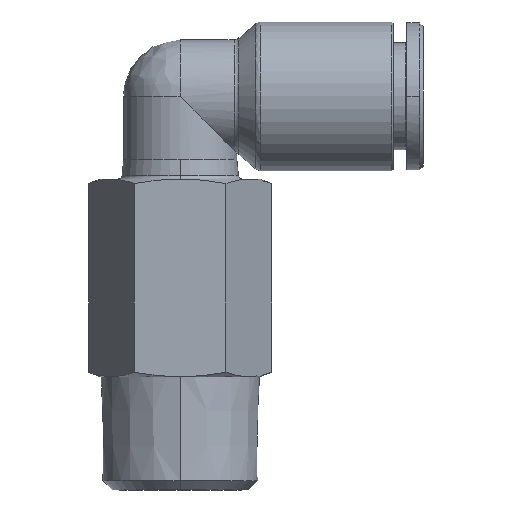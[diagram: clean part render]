
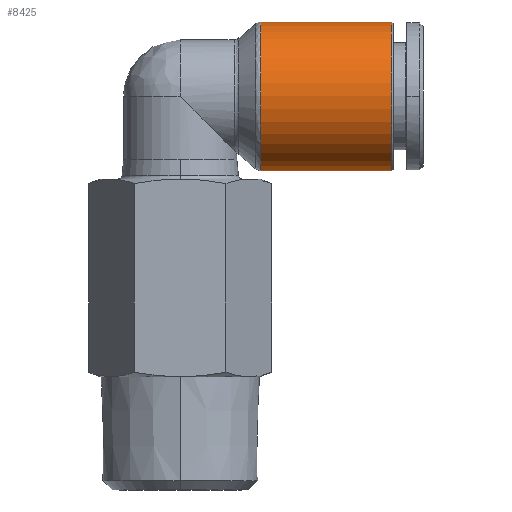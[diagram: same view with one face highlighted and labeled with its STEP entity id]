
A CAD part, front view. The second image highlights one B-rep face of the part: STEP entity #8425.
In plain terms, the highlighted cylindrical face has radius 9.85 mm (diameter 19.7 mm), a partial arc.
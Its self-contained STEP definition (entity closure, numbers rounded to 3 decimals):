
#61 = VERTEX_POINT ( 'NONE', #5125 ) ;
#133 = EDGE_CURVE ( 'NONE', #14320, #7593, #2718, .T. ) ;
#460 = CARTESIAN_POINT ( 'NONE',  ( -4.764, 0., -9.85 ) ) ;
#1344 = CARTESIAN_POINT ( 'NONE',  ( 12.572, 0., 9.85 ) ) ;
#2180 = DIRECTION ( 'NONE',  ( -1., 0., 0. ) ) ;
#2539 = AXIS2_PLACEMENT_3D ( 'NONE', #3350, #2180, #13386 ) ;
#2718 = LINE ( 'NONE', #7701, #8263 ) ;
#2733 = EDGE_CURVE ( 'NONE', #61, #11096, #12010, .T. ) ;
#3350 = CARTESIAN_POINT ( 'NONE',  ( 12.572, 0., 0. ) ) ;
#3727 = ORIENTED_EDGE ( 'NONE', *, *, #2733, .T. ) ;
#3804 = CARTESIAN_POINT ( 'NONE',  ( -4.764, 0., 9.85 ) ) ;
#4288 = DIRECTION ( 'NONE',  ( 1., 0., 0. ) ) ;
#4315 = CARTESIAN_POINT ( 'NONE',  ( 12.572, 0., 0. ) ) ;
#5113 = VERTEX_POINT ( 'NONE', #3804 ) ;
#5125 = CARTESIAN_POINT ( 'NONE',  ( 12.572, -9.85, 0. ) ) ;
#5410 = CARTESIAN_POINT ( 'NONE',  ( 2.872, 0., 0. ) ) ;
#5450 = CIRCLE ( 'NONE', #2539, 9.85 ) ;
#5806 = DIRECTION ( 'NONE',  ( 0., 0., -1. ) ) ;
#5859 = ORIENTED_EDGE ( 'NONE', *, *, #133, .T. ) ;
#6091 = CIRCLE ( 'NONE', #7440, 9.85 ) ;
#6206 = AXIS2_PLACEMENT_3D ( 'NONE', #5410, #6385, #13105 ) ;
#6385 = DIRECTION ( 'NONE',  ( 1., 0., 0. ) ) ;
#6984 = CARTESIAN_POINT ( 'NONE',  ( -4.764, 0., 0. ) ) ;
#7440 = AXIS2_PLACEMENT_3D ( 'NONE', #6984, #11190, #5806 ) ;
#7527 = CARTESIAN_POINT ( 'NONE',  ( 2.872, 0., 9.85 ) ) ;
#7554 = DIRECTION ( 'NONE',  ( 0., 0., -1. ) ) ;
#7571 = CARTESIAN_POINT ( 'NONE',  ( 12.572, 0., -9.85 ) ) ;
#7593 = VERTEX_POINT ( 'NONE', #7571 ) ;
#7701 = CARTESIAN_POINT ( 'NONE',  ( 2.872, 0., -9.85 ) ) ;
#7703 = ORIENTED_EDGE ( 'NONE', *, *, #12384, .F. ) ;
#8263 = VECTOR ( 'NONE', #9843, 1000. ) ;
#8425 = ADVANCED_FACE ( 'NONE', ( #9536 ), #11428, .T. ) ;
#9214 = EDGE_LOOP ( 'NONE', ( #11054, #7703, #5859, #13858, #3727 ) ) ;
#9536 = FACE_OUTER_BOUND ( 'NONE', #9214, .T. ) ;
#9843 = DIRECTION ( 'NONE',  ( 1., 0., 0. ) ) ;
#10311 = EDGE_CURVE ( 'NONE', #7593, #61, #5450, .T. ) ;
#10739 = LINE ( 'NONE', #7527, #13693 ) ;
#10834 = DIRECTION ( 'NONE',  ( -1., 0., 0. ) ) ;
#11054 = ORIENTED_EDGE ( 'NONE', *, *, #13036, .F. ) ;
#11096 = VERTEX_POINT ( 'NONE', #1344 ) ;
#11190 = DIRECTION ( 'NONE',  ( -1., 0., 0. ) ) ;
#11428 = CYLINDRICAL_SURFACE ( 'NONE', #6206, 9.85 ) ;
#12010 = CIRCLE ( 'NONE', #12573, 9.85 ) ;
#12384 = EDGE_CURVE ( 'NONE', #14320, #5113, #6091, .T. ) ;
#12573 = AXIS2_PLACEMENT_3D ( 'NONE', #4315, #10834, #7554 ) ;
#13036 = EDGE_CURVE ( 'NONE', #5113, #11096, #10739, .T. ) ;
#13105 = DIRECTION ( 'NONE',  ( 0., 0., -1. ) ) ;
#13386 = DIRECTION ( 'NONE',  ( 0., 0., -1. ) ) ;
#13693 = VECTOR ( 'NONE', #4288, 1000. ) ;
#13858 = ORIENTED_EDGE ( 'NONE', *, *, #10311, .T. ) ;
#14320 = VERTEX_POINT ( 'NONE', #460 ) ;
